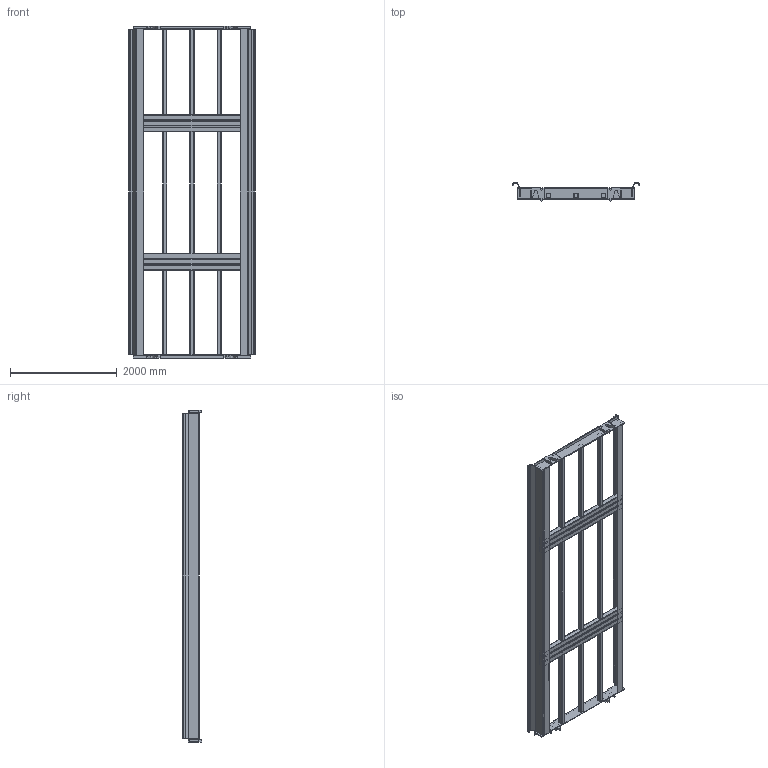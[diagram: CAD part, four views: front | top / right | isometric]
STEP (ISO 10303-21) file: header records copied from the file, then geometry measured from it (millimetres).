
FILE_DESCRIPTION (( 'STEP AP203' ), '1' );
FILE_NAME ('ASSEMBLY CASSETE_04.STEP', '2008-11-17T11:48:09', ( 'De heer R. Tollenaar' ), ( 'Tollenaar Techniek&Staalbewerking' ), 'SwSTEP 2.0', 'SolidWorks 2007', '' );
FILE_SCHEMA (( 'CONFIG_CONTROL_DESIGN' ));
Length unit declared in the file: millimetre
Products named in the file (1): ASSEMBLY CASSETE_04
Bounding box: 2366 x 357.98 x 6232 mm (x, y, z)
Volume: 141885950 mm3; surface area: 35658301.7 mm2
Topology: 1 solids, 46 shells, 1156 faces, 2940 edges, 1828 vertices
Faces by surface type: plane 608, cylinder 548
Entity records: 36803 total; most frequent: CARTESIAN_POINT 9445, ORIENTED_EDGE 5880, DIRECTION 5350, EDGE_CURVE 2940, VECTOR 2172, LINE 2172, VERTEX_POINT 1828, AXIS2_PLACEMENT_3D 1589
